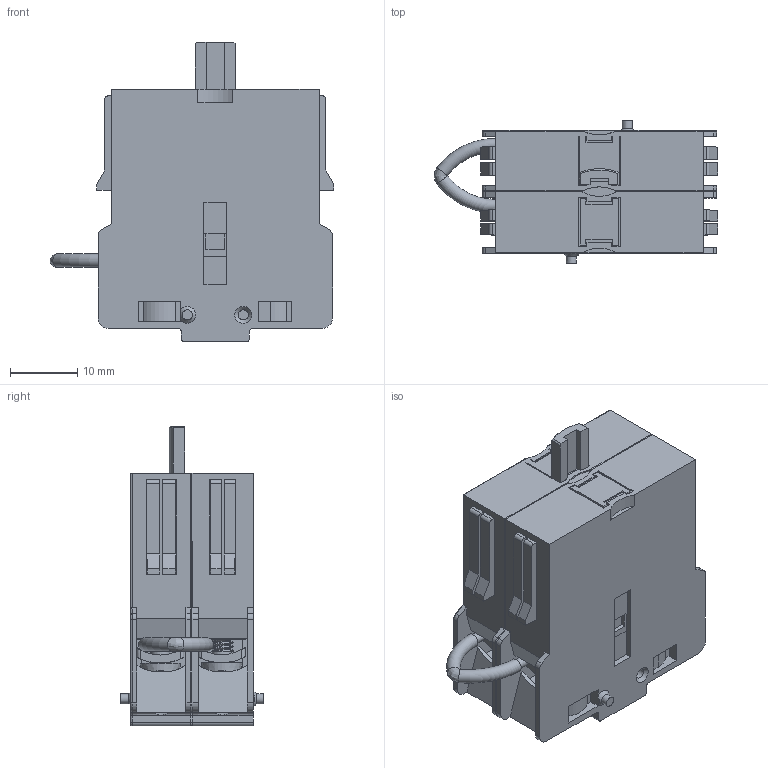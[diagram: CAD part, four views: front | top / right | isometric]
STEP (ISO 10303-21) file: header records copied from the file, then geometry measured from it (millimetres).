
FILE_DESCRIPTION(/* description */ (''),/* implementation_level */ '2;1');
FILE_NAME(/* name */ 'MTZU_ipt.stp',/* time_stamp */ '2017-04-10T14:58:23+02:00',/* author */ ('ahoffmann'),/* organization */ (''),/* preprocessor_version */ 'ST-DEVELOPER v16.1',/* originating_system */ 'Autodesk Inventor 2016',/* authorisation */ '');
FILE_SCHEMA (('AUTOMOTIVE_DESIGN { 1 0 10303 214 3 1 1 }'));
Length unit declared in the file: centimetre
Products named in the file (1): MTZU
Bounding box: 42.11 x 21.2 x 44.47 mm (x, y, z)
Volume: 17621.9 mm3; surface area: 10214.5 mm2
Topology: 1 solids, 6 shells, 695 faces, 1993 edges, 1307 vertices
Faces by surface type: plane 453, cylinder 187, torus 22, bspline 17, cone 16
Full cylindrical faces by diameter (mm): 1.5 x6, 2.85 x4, 3.5 x4, 4 x4, 6.3 x4
Entity records: 29362 total; most frequent: CARTESIAN_POINT 11730, ORIENTED_EDGE 3906, DIRECTION 3292, EDGE_CURVE 1944, VERTEX_POINT 1291, LINE 1232, VECTOR 1232, AXIS2_PLACEMENT_3D 1030
